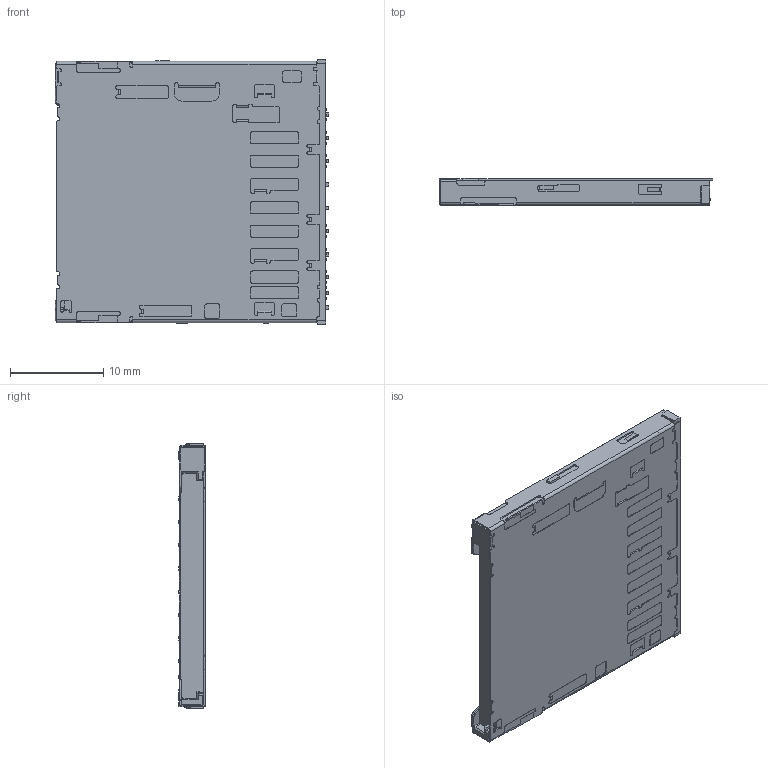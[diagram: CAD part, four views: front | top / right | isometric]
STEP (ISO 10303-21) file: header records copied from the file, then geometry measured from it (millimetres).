
FILE_DESCRIPTION (( 'STEP AP203' ), '1' );
FILE_NAME ('160818FPS009-2960-0 3Dƒ‚ƒfƒ‹.STEP', '2016-08-18T01:05:33', ( 'HP-Z400' ), ( 'Hewlett-Packard Company' ), 'SwSTEP 2.0', 'SolidWorks 2014', '' );
FILE_SCHEMA (( 'CONFIG_CONTROL_DESIGN' ));
Length unit declared in the file: millimetre
Products named in the file (1): 160818FPS009-2960-0 3D儌僨儖
Bounding box: 29.35 x 2.85 x 28.4 mm (x, y, z)
Volume: 2139 mm3; surface area: 2204.9 mm2
Topology: 1 solids, 1 shells, 945 faces, 2638 edges, 1736 vertices
Faces by surface type: plane 661, cylinder 280, cone 2, torus 2
Entity records: 30297 total; most frequent: CARTESIAN_POINT 5370, ORIENTED_EDGE 5276, DIRECTION 5075, EDGE_CURVE 2638, VECTOR 2065, LINE 2065, VERTEX_POINT 1736, AXIS2_PLACEMENT_3D 1505
